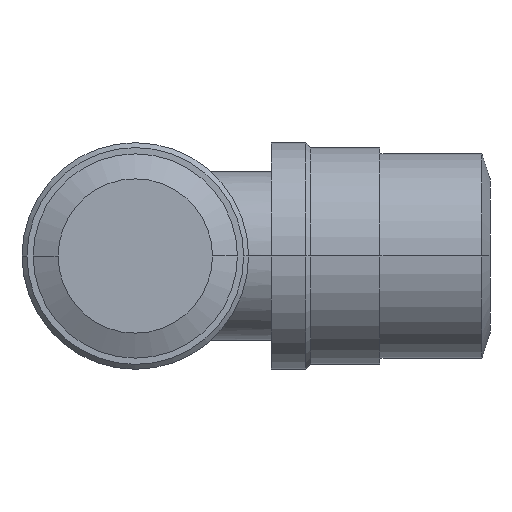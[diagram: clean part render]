
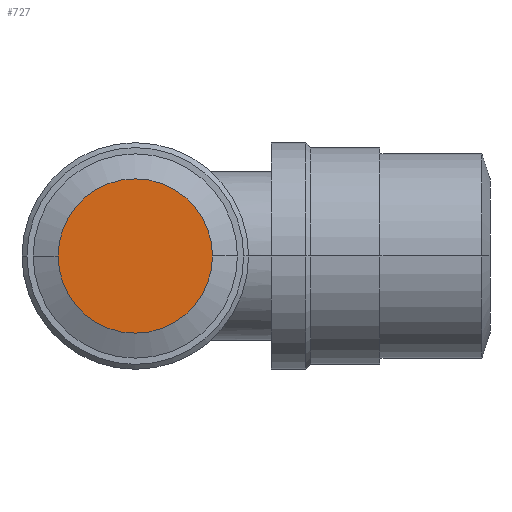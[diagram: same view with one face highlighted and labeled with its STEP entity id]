
A CAD part, left-side view. The second image highlights one B-rep face of the part: STEP entity #727.
In plain terms, the highlighted planar face has unit normal (-1, 0, 0).
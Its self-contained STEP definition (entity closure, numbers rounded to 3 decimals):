
#177=FACE_OUTER_BOUND('',#234,.T.);
#234=EDGE_LOOP('',(#597,#598));
#296=CIRCLE('',#940,11.75);
#297=CIRCLE('',#941,11.75);
#357=VERTEX_POINT('',#1528);
#358=VERTEX_POINT('',#1529);
#441=EDGE_CURVE('',#357,#358,#296,.T.);
#442=EDGE_CURVE('',#358,#357,#297,.T.);
#597=ORIENTED_EDGE('',*,*,#441,.T.);
#598=ORIENTED_EDGE('',*,*,#442,.T.);
#692=PLANE('',#939);
#727=ADVANCED_FACE('',(#177),#692,.F.);
#939=AXIS2_PLACEMENT_3D('',#1527,#1156,#1157);
#940=AXIS2_PLACEMENT_3D('',#1530,#1158,#1159);
#941=AXIS2_PLACEMENT_3D('',#1531,#1160,#1161);
#1156=DIRECTION('center_axis',(1.,0.,0.));
#1157=DIRECTION('ref_axis',(0.,1.,0.));
#1158=DIRECTION('center_axis',(-1.,0.,0.));
#1159=DIRECTION('ref_axis',(0.,1.,0.));
#1160=DIRECTION('center_axis',(-1.,0.,0.));
#1161=DIRECTION('ref_axis',(0.,-1.,0.));
#1527=CARTESIAN_POINT('Origin',(-53.5,0.,0.));
#1528=CARTESIAN_POINT('',(-53.5,-11.75,0.));
#1529=CARTESIAN_POINT('',(-53.5,11.75,0.));
#1530=CARTESIAN_POINT('Origin',(-53.5,0.,0.));
#1531=CARTESIAN_POINT('Origin',(-53.5,0.,0.));
